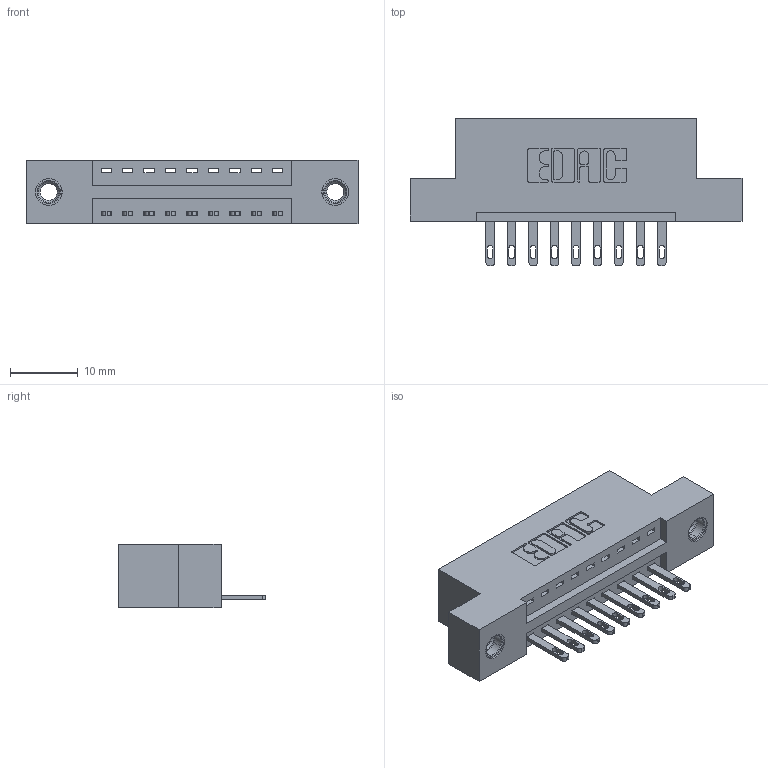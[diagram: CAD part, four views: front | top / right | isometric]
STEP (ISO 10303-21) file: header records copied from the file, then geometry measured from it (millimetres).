
FILE_DESCRIPTION (( 'STEP AP203' ), '1' );
FILE_NAME ('346-009-500-107.STEP', '2022-05-04T21:49:06', ( '' ), ( '' ), 'SwSTEP 2.0', 'SolidWorks 2020', '' );
FILE_SCHEMA (( 'CONFIG_CONTROL_DESIGN' ));
Length unit declared in the file: inch
Products named in the file (4): 346-009-500-107; 345-292-001_345-293-100; 346 Part_Flush Mounting Lugs - 0.156 Dia-TI; 345-250-001_345-250-005-103
Assembly tree (12 placements, depth 2):
  346-009-500-107
    346 Part_Flush Mounting Lugs - 0.156 Dia-TI
    345-292-001_345-293-100  x9
    345-250-001_345-250-005-103  x2
Bounding box: 49.15 x 21.84 x 9.4 mm (x, y, z)
Volume: 4469.3 mm3; surface area: 5285.6 mm2
Topology: 12 solids, 12 shells, 668 faces, 1977 edges, 1310 vertices
Faces by surface type: plane 414, cylinder 238, cone 12, torus 4
Entity records: 11144 total; most frequent: CARTESIAN_POINT 1902, ORIENTED_EDGE 1838, DIRECTION 1747, EDGE_CURVE 919, LINE 727, VECTOR 727, VERTEX_POINT 608, AXIS2_PLACEMENT_3D 510
